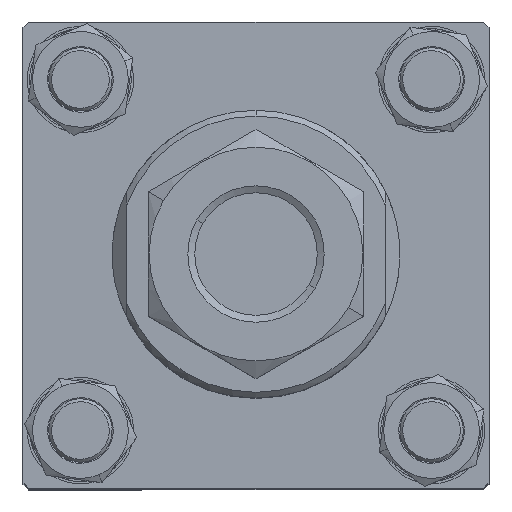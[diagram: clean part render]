
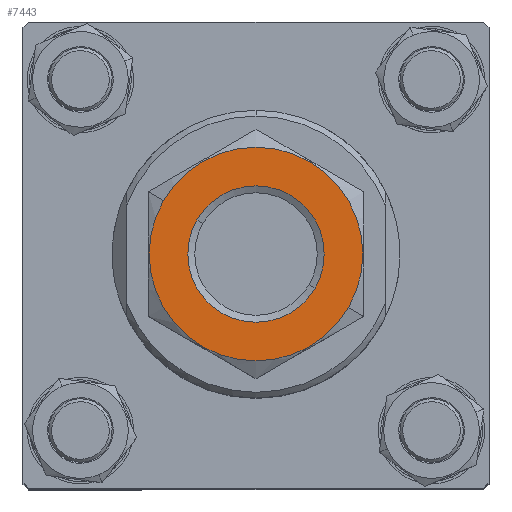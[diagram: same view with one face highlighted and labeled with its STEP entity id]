
A CAD part, top view. The second image highlights one B-rep face of the part: STEP entity #7443.
In plain terms, the highlighted planar face has unit normal (0, 0, 1).
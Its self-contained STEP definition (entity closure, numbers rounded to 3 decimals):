
#128 = PLANE ( 'NONE',  #3187 ) ;
#129 = CARTESIAN_POINT ( 'NONE',  ( 21.651, -37.5, 0. ) ) ;
#134 = DIRECTION ( 'NONE',  ( 0., 0., 1. ) ) ;
#135 = DIRECTION ( 'NONE',  ( 1., 0., 0. ) ) ;
#1935 = FACE_OUTER_BOUND ( 'NONE', #6305, .T. ) ;
#1938 = FACE_BOUND ( 'NONE', #6308, .T. ) ;
#2983 = EDGE_CURVE ( 'NONE', #4635, #4632, #7746, .T. ) ;
#2993 = EDGE_CURVE ( 'NONE', #4638, #4637, #8045, .T. ) ;
#3059 = AXIS2_PLACEMENT_3D ( 'NONE', #3662, #3663, #3664 ) ;
#3062 = AXIS2_PLACEMENT_3D ( 'NONE', #3675, #3677, #3678 ) ;
#3187 = AXIS2_PLACEMENT_3D ( 'NONE', #129, #134, #135 ) ;
#3662 = CARTESIAN_POINT ( 'NONE',  ( 0., 0., 0. ) ) ;
#3663 = DIRECTION ( 'NONE',  ( 0., 0., -1. ) ) ;
#3664 = DIRECTION ( 'NONE',  ( 1., 0., 0. ) ) ;
#3675 = CARTESIAN_POINT ( 'NONE',  ( 0., 0., 0. ) ) ;
#3677 = DIRECTION ( 'NONE',  ( 0., 0., -1. ) ) ;
#3678 = DIRECTION ( 'NONE',  ( -1., 0., 0. ) ) ;
#4325 = ORIENTED_EDGE ( 'NONE', *, *, #8581, .F. ) ;
#4326 = ORIENTED_EDGE ( 'NONE', *, *, #2983, .F. ) ;
#4327 = ORIENTED_EDGE ( 'NONE', *, *, #8578, .T. ) ;
#4328 = ORIENTED_EDGE ( 'NONE', *, *, #2993, .T. ) ;
#4632 = VERTEX_POINT ( 'NONE', #6733 ) ;
#4635 = VERTEX_POINT ( 'NONE', #6736 ) ;
#4637 = VERTEX_POINT ( 'NONE', #6738 ) ;
#4638 = VERTEX_POINT ( 'NONE', #6739 ) ;
#5690 = CIRCLE ( 'NONE', #3059, 23.694 ) ;
#5694 = CIRCLE ( 'NONE', #3062, 37.125 ) ;
#6165 = AXIS2_PLACEMENT_3D ( 'NONE', #8360, #8361, #8362 ) ;
#6172 = AXIS2_PLACEMENT_3D ( 'NONE', #8321, #8322, #8323 ) ;
#6305 = EDGE_LOOP ( 'NONE', ( #4326, #4325 ) ) ;
#6308 = EDGE_LOOP ( 'NONE', ( #4328, #4327 ) ) ;
#6733 = CARTESIAN_POINT ( 'NONE',  ( 37.125, 0., 0. ) ) ;
#6736 = CARTESIAN_POINT ( 'NONE',  ( -37.125, 0., 0. ) ) ;
#6738 = CARTESIAN_POINT ( 'NONE',  ( -23.694, 0., 0. ) ) ;
#6739 = CARTESIAN_POINT ( 'NONE',  ( 23.694, 0., 0. ) ) ;
#7443 = ADVANCED_FACE ( 'NONE', ( #1938, #1935 ), #128, .T. ) ;
#7746 = CIRCLE ( 'NONE', #6172, 37.125 ) ;
#8045 = CIRCLE ( 'NONE', #6165, 23.694 ) ;
#8321 = CARTESIAN_POINT ( 'NONE',  ( 0., 0., 0. ) ) ;
#8322 = DIRECTION ( 'NONE',  ( 0., 0., -1. ) ) ;
#8323 = DIRECTION ( 'NONE',  ( -1., 0., 0. ) ) ;
#8360 = CARTESIAN_POINT ( 'NONE',  ( 0., 0., 0. ) ) ;
#8361 = DIRECTION ( 'NONE',  ( 0., 0., -1. ) ) ;
#8362 = DIRECTION ( 'NONE',  ( 1., 0., 0. ) ) ;
#8578 = EDGE_CURVE ( 'NONE', #4637, #4638, #5690, .T. ) ;
#8581 = EDGE_CURVE ( 'NONE', #4632, #4635, #5694, .T. ) ;
